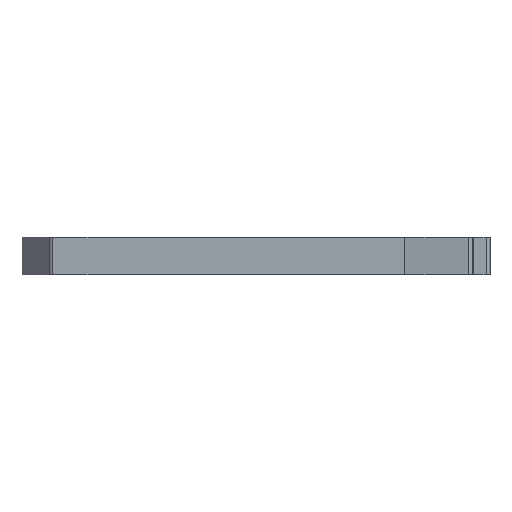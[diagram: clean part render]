
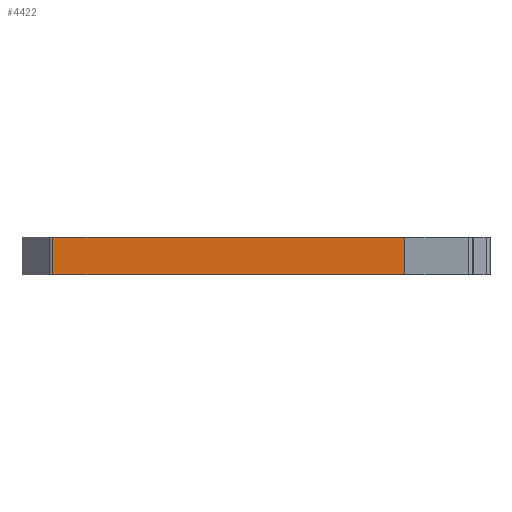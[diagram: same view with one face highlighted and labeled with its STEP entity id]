
A CAD part, front view. The second image highlights one B-rep face of the part: STEP entity #4422.
In plain terms, the highlighted planar face has unit normal (0, -1, 0).
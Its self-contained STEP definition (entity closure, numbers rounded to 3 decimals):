
#334=FACE_OUTER_BOUND('',#570,.T.);
#570=EDGE_LOOP('',(#3543,#3544,#3545,#3546));
#940=LINE('',#6797,#1460);
#1056=LINE('',#7114,#1576);
#1065=LINE('',#7133,#1585);
#1066=LINE('',#7135,#1586);
#1460=VECTOR('',#5404,10.);
#1576=VECTOR('',#5704,10.);
#1585=VECTOR('',#5723,10.);
#1586=VECTOR('',#5726,10.);
#1992=VERTEX_POINT('',#6794);
#1993=VERTEX_POINT('',#6796);
#2101=VERTEX_POINT('',#7111);
#2102=VERTEX_POINT('',#7113);
#2483=EDGE_CURVE('',#1992,#1993,#940,.T.);
#2647=EDGE_CURVE('',#2101,#2102,#1056,.T.);
#2658=EDGE_CURVE('',#2102,#1992,#1065,.T.);
#2659=EDGE_CURVE('',#2101,#1993,#1066,.T.);
#3543=ORIENTED_EDGE('',*,*,#2658,.F.);
#3544=ORIENTED_EDGE('',*,*,#2647,.F.);
#3545=ORIENTED_EDGE('',*,*,#2659,.T.);
#3546=ORIENTED_EDGE('',*,*,#2483,.F.);
#4229=PLANE('',#4777);
#4422=ADVANCED_FACE('',(#334),#4229,.F.);
#4777=AXIS2_PLACEMENT_3D('',#7134,#5724,#5725);
#5404=DIRECTION('',(1.,0.,0.));
#5704=DIRECTION('',(-1.,0.,0.));
#5723=DIRECTION('',(0.,0.,1.));
#5724=DIRECTION('center_axis',(0.,1.,0.));
#5725=DIRECTION('ref_axis',(-1.,0.,0.));
#5726=DIRECTION('',(0.,0.,1.));
#6794=CARTESIAN_POINT('',(-125.023,-133.258,7.9));
#6796=CARTESIAN_POINT('',(-31.858,-133.258,7.9));
#6797=CARTESIAN_POINT('',(-51.6,-133.258,7.9));
#7111=CARTESIAN_POINT('',(-31.858,-133.258,-2.));
#7113=CARTESIAN_POINT('',(-125.023,-133.258,-2.));
#7114=CARTESIAN_POINT('',(-51.6,-133.258,-2.));
#7133=CARTESIAN_POINT('',(-125.023,-133.258,0.));
#7134=CARTESIAN_POINT('Origin',(-31.858,-133.258,0.));
#7135=CARTESIAN_POINT('',(-31.858,-133.258,0.));
